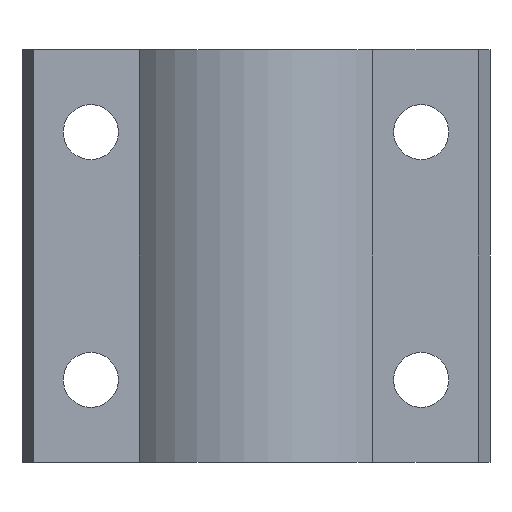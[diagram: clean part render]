
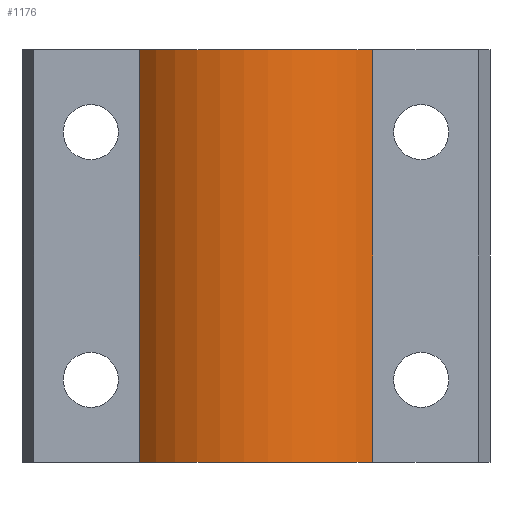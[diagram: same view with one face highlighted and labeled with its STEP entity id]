
A CAD part, front view. The second image highlights one B-rep face of the part: STEP entity #1176.
In plain terms, the highlighted cylindrical face has radius 11 mm (diameter 22 mm), a partial arc.
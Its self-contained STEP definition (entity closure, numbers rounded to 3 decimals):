
#72 = PLANE('',#73);
#73 = AXIS2_PLACEMENT_3D('',#74,#75,#76);
#74 = CARTESIAN_POINT('',(0.,1.285,15.));
#75 = DIRECTION('',(0.,0.,1.));
#76 = DIRECTION('',(0.,1.,0.));
#126 = PLANE('',#127);
#127 = AXIS2_PLACEMENT_3D('',#128,#129,#130);
#128 = CARTESIAN_POINT('',(0.,1.285,-15.));
#129 = DIRECTION('',(0.,0.,1.));
#130 = DIRECTION('',(0.,1.,0.));
#499 = VERTEX_POINT('',#500);
#500 = CARTESIAN_POINT('',(8.485,-7.,-15.));
#514 = PLANE('',#515);
#515 = AXIS2_PLACEMENT_3D('',#516,#517,#518);
#516 = CARTESIAN_POINT('',(16.15,-7.,-15.));
#517 = DIRECTION('',(0.,-1.,0.));
#518 = DIRECTION('',(-1.,0.,0.));
#526 = EDGE_CURVE('',#527,#499,#529,.T.);
#527 = VERTEX_POINT('',#528);
#528 = CARTESIAN_POINT('',(-8.485,-7.,-15.));
#529 = SURFACE_CURVE('',#530,(#535,#542),.PCURVE_S1.);
#530 = CIRCLE('',#531,11.);
#531 = AXIS2_PLACEMENT_3D('',#532,#533,#534);
#532 = CARTESIAN_POINT('',(0.,0.,-15.));
#533 = DIRECTION('',(0.,0.,1.));
#534 = DIRECTION('',(1.,0.,0.));
#535 = PCURVE('',#126,#536);
#536 = DEFINITIONAL_REPRESENTATION('',(#537),#541);
#537 = CIRCLE('',#538,11.);
#538 = AXIS2_PLACEMENT_2D('',#539,#540);
#539 = CARTESIAN_POINT('',(-1.285,0.));
#540 = DIRECTION('',(0.,-1.));
#541 = ( GEOMETRIC_REPRESENTATION_CONTEXT(2) 
PARAMETRIC_REPRESENTATION_CONTEXT() REPRESENTATION_CONTEXT('2D SPACE',''
  ) );
#542 = PCURVE('',#543,#548);
#543 = CYLINDRICAL_SURFACE('',#544,11.);
#544 = AXIS2_PLACEMENT_3D('',#545,#546,#547);
#545 = CARTESIAN_POINT('',(0.,0.,-15.));
#546 = DIRECTION('',(0.,0.,-1.));
#547 = DIRECTION('',(1.,0.,0.));
#548 = DEFINITIONAL_REPRESENTATION('',(#549),#553);
#549 = LINE('',#550,#551);
#550 = CARTESIAN_POINT('',(-0.,0.));
#551 = VECTOR('',#552,1.);
#552 = DIRECTION('',(-1.,0.));
#553 = ( GEOMETRIC_REPRESENTATION_CONTEXT(2) 
PARAMETRIC_REPRESENTATION_CONTEXT() REPRESENTATION_CONTEXT('2D SPACE',''
  ) );
#571 = PLANE('',#572);
#572 = AXIS2_PLACEMENT_3D('',#573,#574,#575);
#573 = CARTESIAN_POINT('',(-16.15,-7.,-15.));
#574 = DIRECTION('',(0.,1.,0.));
#575 = DIRECTION('',(1.,0.,0.));
#711 = VERTEX_POINT('',#712);
#712 = CARTESIAN_POINT('',(8.485,-7.,15.));
#733 = EDGE_CURVE('',#734,#711,#736,.T.);
#734 = VERTEX_POINT('',#735);
#735 = CARTESIAN_POINT('',(-8.485,-7.,15.));
#736 = SURFACE_CURVE('',#737,(#742,#749),.PCURVE_S1.);
#737 = CIRCLE('',#738,11.);
#738 = AXIS2_PLACEMENT_3D('',#739,#740,#741);
#739 = CARTESIAN_POINT('',(0.,0.,15.));
#740 = DIRECTION('',(0.,0.,1.));
#741 = DIRECTION('',(1.,0.,0.));
#742 = PCURVE('',#72,#743);
#743 = DEFINITIONAL_REPRESENTATION('',(#744),#748);
#744 = CIRCLE('',#745,11.);
#745 = AXIS2_PLACEMENT_2D('',#746,#747);
#746 = CARTESIAN_POINT('',(-1.285,0.));
#747 = DIRECTION('',(0.,-1.));
#748 = ( GEOMETRIC_REPRESENTATION_CONTEXT(2) 
PARAMETRIC_REPRESENTATION_CONTEXT() REPRESENTATION_CONTEXT('2D SPACE',''
  ) );
#749 = PCURVE('',#543,#750);
#750 = DEFINITIONAL_REPRESENTATION('',(#751),#755);
#751 = LINE('',#752,#753);
#752 = CARTESIAN_POINT('',(-0.,-30.));
#753 = VECTOR('',#754,1.);
#754 = DIRECTION('',(-1.,0.));
#755 = ( GEOMETRIC_REPRESENTATION_CONTEXT(2) 
PARAMETRIC_REPRESENTATION_CONTEXT() REPRESENTATION_CONTEXT('2D SPACE',''
  ) );
#1149 = EDGE_CURVE('',#499,#711,#1150,.T.);
#1150 = SURFACE_CURVE('',#1151,(#1155,#1162),.PCURVE_S1.);
#1151 = LINE('',#1152,#1153);
#1152 = CARTESIAN_POINT('',(8.485,-7.,-15.));
#1153 = VECTOR('',#1154,1.);
#1154 = DIRECTION('',(0.,0.,1.));
#1155 = PCURVE('',#514,#1156);
#1156 = DEFINITIONAL_REPRESENTATION('',(#1157),#1161);
#1157 = LINE('',#1158,#1159);
#1158 = CARTESIAN_POINT('',(7.665,0.));
#1159 = VECTOR('',#1160,1.);
#1160 = DIRECTION('',(0.,-1.));
#1161 = ( GEOMETRIC_REPRESENTATION_CONTEXT(2) 
PARAMETRIC_REPRESENTATION_CONTEXT() REPRESENTATION_CONTEXT('2D SPACE',''
  ) );
#1162 = PCURVE('',#543,#1163);
#1163 = DEFINITIONAL_REPRESENTATION('',(#1164),#1168);
#1164 = LINE('',#1165,#1166);
#1165 = CARTESIAN_POINT('',(-5.593,0.));
#1166 = VECTOR('',#1167,1.);
#1167 = DIRECTION('',(-0.,-1.));
#1168 = ( GEOMETRIC_REPRESENTATION_CONTEXT(2) 
PARAMETRIC_REPRESENTATION_CONTEXT() REPRESENTATION_CONTEXT('2D SPACE',''
  ) );
#1176 = ADVANCED_FACE('',(#1177),#543,.T.);
#1177 = FACE_BOUND('',#1178,.F.);
#1178 = EDGE_LOOP('',(#1179,#1200,#1201,#1202));
#1179 = ORIENTED_EDGE('',*,*,#1180,.T.);
#1180 = EDGE_CURVE('',#527,#734,#1181,.T.);
#1181 = SURFACE_CURVE('',#1182,(#1186,#1193),.PCURVE_S1.);
#1182 = LINE('',#1183,#1184);
#1183 = CARTESIAN_POINT('',(-8.485,-7.,-15.));
#1184 = VECTOR('',#1185,1.);
#1185 = DIRECTION('',(0.,0.,1.));
#1186 = PCURVE('',#543,#1187);
#1187 = DEFINITIONAL_REPRESENTATION('',(#1188),#1192);
#1188 = LINE('',#1189,#1190);
#1189 = CARTESIAN_POINT('',(-3.831,0.));
#1190 = VECTOR('',#1191,1.);
#1191 = DIRECTION('',(-0.,-1.));
#1192 = ( GEOMETRIC_REPRESENTATION_CONTEXT(2) 
PARAMETRIC_REPRESENTATION_CONTEXT() REPRESENTATION_CONTEXT('2D SPACE',''
  ) );
#1193 = PCURVE('',#571,#1194);
#1194 = DEFINITIONAL_REPRESENTATION('',(#1195),#1199);
#1195 = LINE('',#1196,#1197);
#1196 = CARTESIAN_POINT('',(7.665,0.));
#1197 = VECTOR('',#1198,1.);
#1198 = DIRECTION('',(0.,-1.));
#1199 = ( GEOMETRIC_REPRESENTATION_CONTEXT(2) 
PARAMETRIC_REPRESENTATION_CONTEXT() REPRESENTATION_CONTEXT('2D SPACE',''
  ) );
#1200 = ORIENTED_EDGE('',*,*,#733,.T.);
#1201 = ORIENTED_EDGE('',*,*,#1149,.F.);
#1202 = ORIENTED_EDGE('',*,*,#526,.F.);
